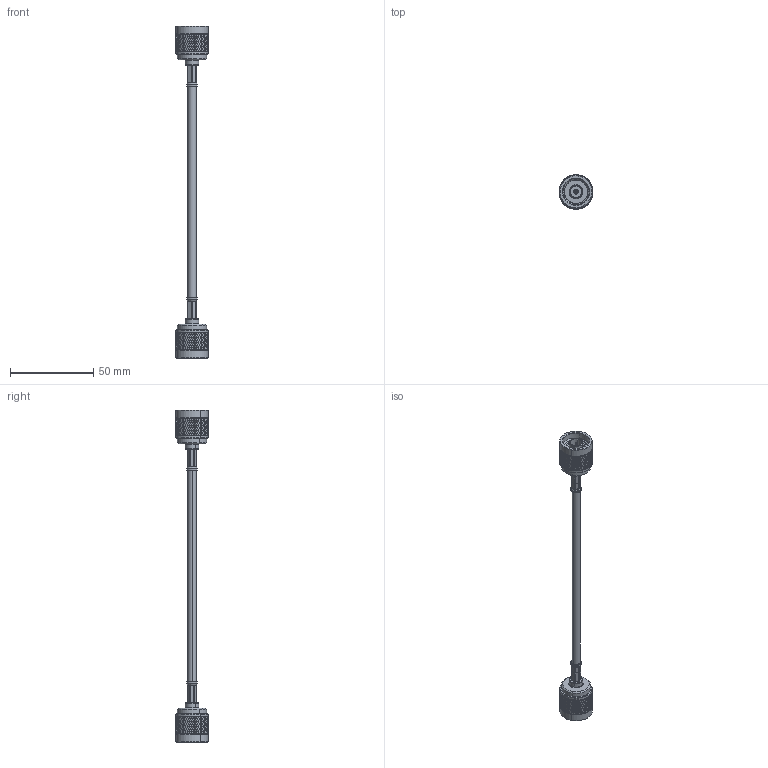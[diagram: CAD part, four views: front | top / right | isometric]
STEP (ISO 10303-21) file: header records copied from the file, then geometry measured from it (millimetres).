
FILE_DESCRIPTION (( 'STEP AP203' ), '1' );
FILE_NAME ('PE3455.step', '2018-08-02T19:50:16', ( '' ), ( '' ), 'SwSTEP 2.0', 'SolidWorks 2017', '' );
FILE_SCHEMA (( 'CONFIG_CONTROL_DESIGN' ));
Length unit declared in the file: inch
Products named in the file (3): PE4042_CRIMPED; PE3455; Coax Cable_RG-142
Assembly tree (3 placements, depth 2):
  PE3455
    Coax Cable_RG-142
    PE4042_CRIMPED  x2
Bounding box: 20.32 x 20.32 x 199.55 mm (x, y, z)
Volume: 12042.1 mm3; surface area: 9936.2 mm2
Topology: 5 solids, 5 shells, 4778 faces, 10270 edges, 5518 vertices
Faces by surface type: bspline 3598, cylinder 1028, plane 94, cone 50, torus 8
Entity records: 92774 total; most frequent: CARTESIAN_POINT 61006, ORIENTED_EDGE 10276, EDGE_CURVE 5138, VERTEX_POINT 2761, EDGE_LOOP 2401, ADVANCED_FACE 2391, FACE_OUTER_BOUND 2391, B_SPLINE_CURVE_WITH_KNOTS 2262
